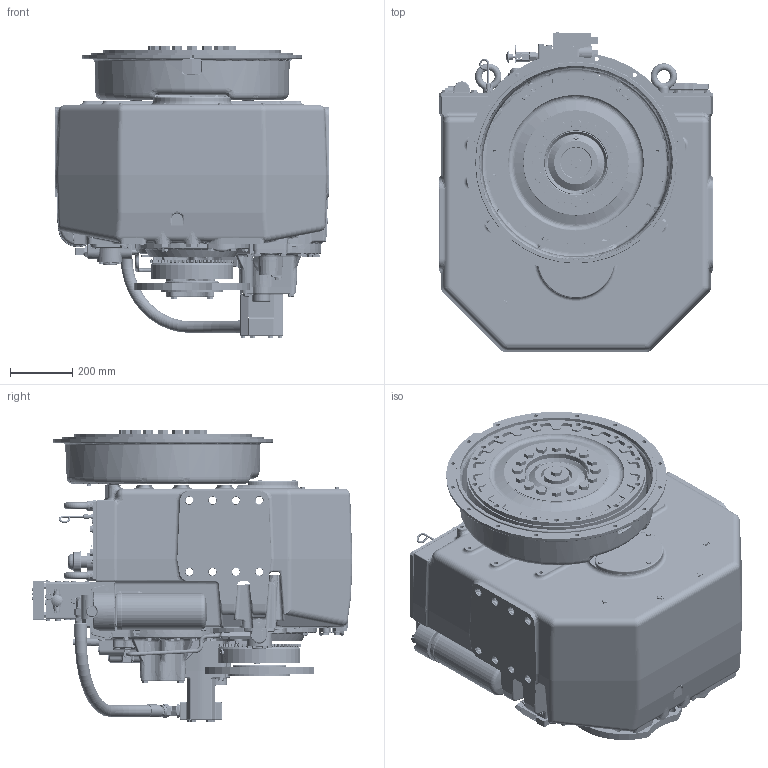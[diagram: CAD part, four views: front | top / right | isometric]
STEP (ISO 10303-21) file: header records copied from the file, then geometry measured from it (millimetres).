
FILE_DESCRIPTION (( 'STEP AP214' ), '1' );
FILE_NAME ('1025142A.STEP', '2017-07-20T19:31:24', ( '' ), ( '' ), 'SwSTEP 2.0', 'SolidWorks 2015', '' );
FILE_SCHEMA (( 'AUTOMOTIVE_DESIGN' ));
Length unit declared in the file: millimetre
Products named in the file (1): 1025142A
Bounding box: 880 x 1032.82 x 938.94 mm (x, y, z)
Surface area: 7700471.9 mm2 (no closed solid volume)
Topology: 0 solids, 574 shells, 5485 faces, 20282 edges, 14599 vertices
Faces by surface type: plane 2060, cylinder 1728, bspline 587, torus 536, cone 500, sphere 74
Full cylindrical faces by diameter (mm): 2.54 x4, 4.5 x232, 4.8 x4, 4.826 x1, 5 x3, 5.334 x1, 6 x1, 6.35 x2, 7.88 x1, 9.538 x1, 10 x10, 10.2 x6, 11 x4, 12 x32, 12.028 x2, 12.5 x6, 12.7 x5, 12.954 x1, 13 x3, 13.5 x16, 14.275 x2, 14.732 x1, 15.316 x6, 16 x5, 16.256 x1, 16.51 x1, 16.739 x1, 16.776 x1, 17 x5, 17.018 x12
Entity records: 344784 total; most frequent: CARTESIAN_POINT 124377, DIRECTION 32044, ORIENTED_EDGE 28260, EDGE_CURVE 19141, VERTEX_POINT 14403, AXIS2_PLACEMENT_3D 12490, EDGE_LOOP 8529, CIRCLE 7591
